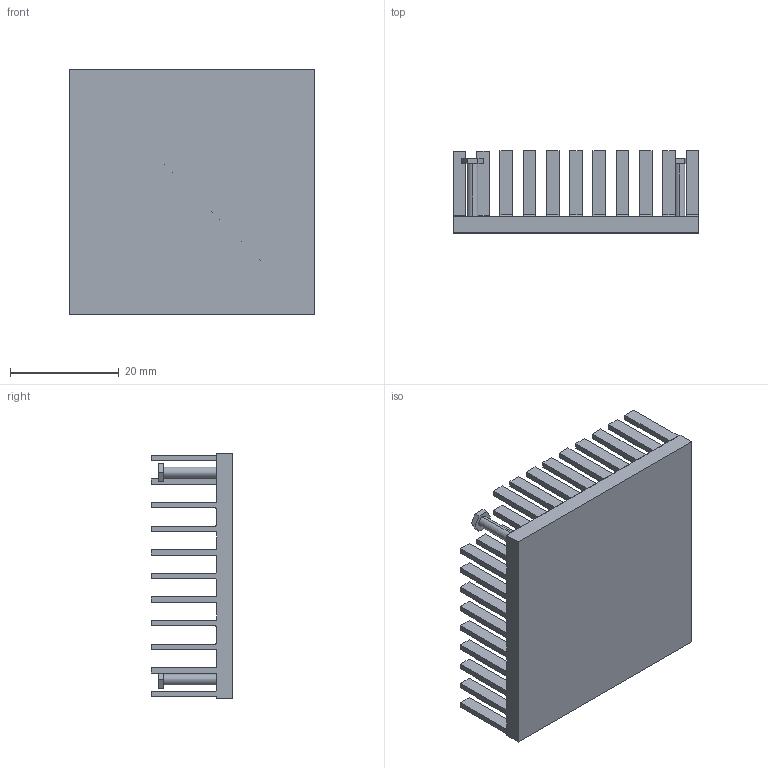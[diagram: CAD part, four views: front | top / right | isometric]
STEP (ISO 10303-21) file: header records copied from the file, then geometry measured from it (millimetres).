
FILE_DESCRIPTION (( 'STEP AP214' ), '1' );
FILE_NAME ('HSB43-454515P.STEP', '2024-12-13T04:54:33', ( '' ), ( '' ), 'SwSTEP 2.0', 'SolidWorks 2022', '' );
FILE_SCHEMA (( 'AUTOMOTIVE_DESIGN' ));
Length unit declared in the file: millimetre
Products named in the file (1): HSB43-454515P
Bounding box: 45 x 15 x 45 mm (x, y, z)
Volume: 9282.5 mm3; surface area: 13664.8 mm2
Topology: 1 solids, 1 shells, 799 faces, 2094 edges, 1396 vertices
Faces by surface type: plane 569, cylinder 230
Entity records: 24762 total; most frequent: CARTESIAN_POINT 4290, ORIENTED_EDGE 4188, DIRECTION 4154, EDGE_CURVE 2094, VECTOR 1634, LINE 1634, VERTEX_POINT 1396, AXIS2_PLACEMENT_3D 1260
